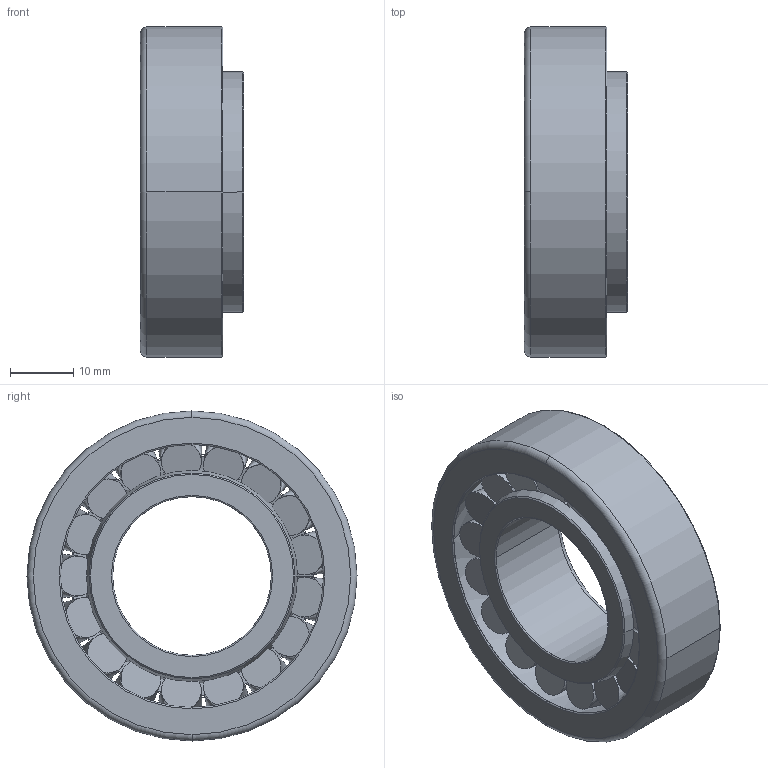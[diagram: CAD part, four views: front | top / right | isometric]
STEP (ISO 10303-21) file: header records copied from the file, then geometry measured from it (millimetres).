
FILE_DESCRIPTION(('STEP AP214'),'1');
FILE_NAME('skf_bearing_30205_2.stp','2026-02-06T07:28:10',('TraceParts'),('TraceParts S.A.S.'),'Spatial InterOp 3D',' ',' ');
FILE_SCHEMA(('AUTOMOTIVE_DESIGN { 1 0 10303 214 1 1 1 1 }'));
Length unit declared in the file: millimetre
Products named in the file (1): 1
Bounding box: 16.25 x 52 x 52 mm (x, y, z)
Volume: 18752.3 mm3; surface area: 13751.3 mm2
Topology: 3 solids, 3 shells, 138 faces, 291 edges, 191 vertices
Faces by surface type: cone 48, torus 46, plane 38, cylinder 6
Entity records: 4963 total; most frequent: CARTESIAN_POINT 1915, DIRECTION 674, ORIENTED_EDGE 582, AXIS2_PLACEMENT_3D 310, EDGE_CURVE 291, VERTEX_POINT 191, EDGE_LOOP 176, CIRCLE 169
